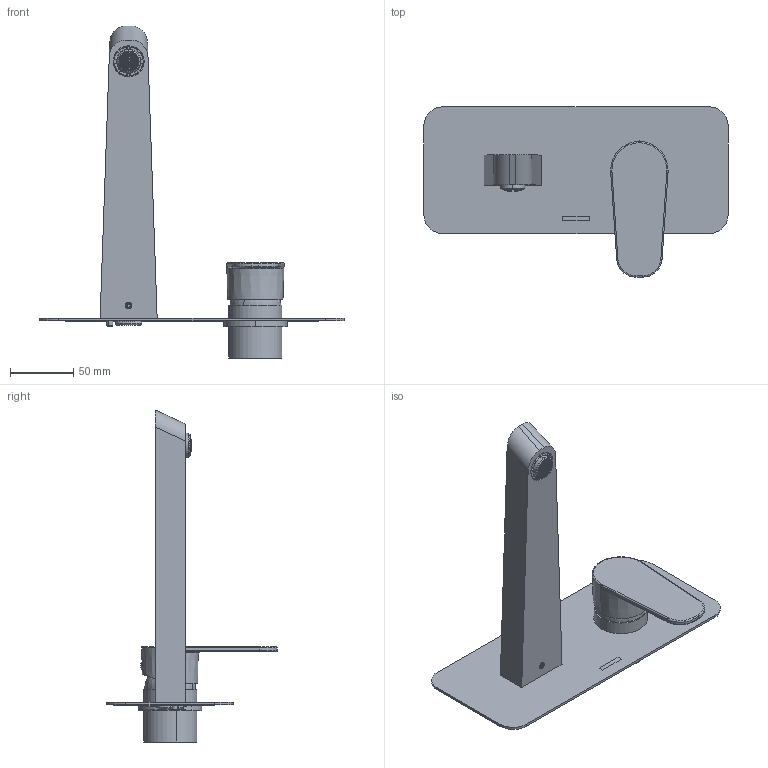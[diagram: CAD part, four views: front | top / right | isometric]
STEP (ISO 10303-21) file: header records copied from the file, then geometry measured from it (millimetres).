
FILE_DESCRIPTION (( 'STEP AP203' ), '1' );
FILE_NAME ('36AP02302.STEP', '2021-01-14T14:13:45', ( '' ), ( '' ), 'SwSTEP 2.0', 'SolidWorks 2018', '' );
FILE_SCHEMA (( 'CONFIG_CONTROL_DESIGN' ));
Length unit declared in the file: millimetre
Products named in the file (1): 36AP02302
Bounding box: 240 x 134.44 x 261.92 mm (x, y, z)
Volume: 167395.5 mm3; surface area: 147407 mm2
Topology: 16 solids, 16 shells, 2061 faces, 5258 edges, 3483 vertices
Faces by surface type: plane 1840, cylinder 143, cone 43, torus 22, bspline 7, sphere 6
Entity records: 66145 total; most frequent: CARTESIAN_POINT 14918, DIRECTION 10672, ORIENTED_EDGE 10508, EDGE_CURVE 5254, VECTOR 3644, LINE 3644, AXIS2_PLACEMENT_3D 3514, VERTEX_POINT 3483
